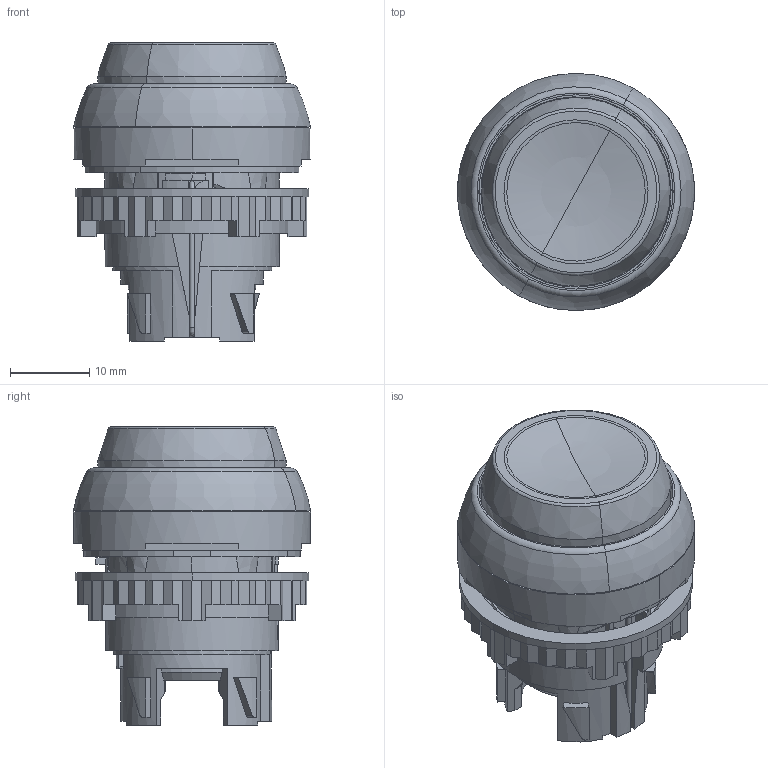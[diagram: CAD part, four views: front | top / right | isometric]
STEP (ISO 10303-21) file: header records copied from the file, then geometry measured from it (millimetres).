
FILE_DESCRIPTION(('CATIA V5 STEP Exchange','CAx-IF Rec.Pracs.--- Model Styling and Organization---1.2---2011-12-15'),'2;1');
FILE_NAME('L21CK50.stp','2014-02-11T10:55:35+00:00',('none'),('none'),'Unofficial Packaging Version','CATIA V5 STEP AP214 Edition 3','none');
FILE_SCHEMA(('AUTOMOTIVE_DESIGN { 1 0 10303 214 3 1 1 1 }'));
Length unit declared in the file: millimetre
Products named in the file (9): L21CK50; 074224001; 056017000; 032160000; 056016000; 083631000; 034366010; 051922000; 075078000
Assembly tree (8 placements, depth 2):
  L21CK50
    074224001
    056017000
    032160000
    056016000
    083631000
    034366010
    051922000
    075078000
Bounding box: 29.9 x 29.9 x 37.65 mm (x, y, z)
Volume: 8975.6 mm3; surface area: 14999.9 mm2
Topology: 8 solids, 8 shells, 1266 faces, 3432 edges, 2181 vertices
Faces by surface type: plane 554, cylinder 496, torus 86, cone 84, bspline 22, extrusion 12, sphere 10, revolution 2
Entity records: 43381 total; most frequent: CARTESIAN_POINT 12640, ORIENTED_EDGE 6844, DIRECTION 4269, EDGE_CURVE 3422, VERTEX_POINT 2181, AXIS2_PLACEMENT_3D 2062, VECTOR 1393, LINE 1381
